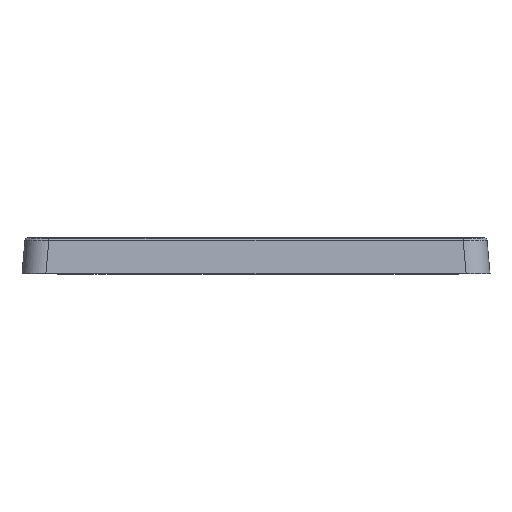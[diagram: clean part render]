
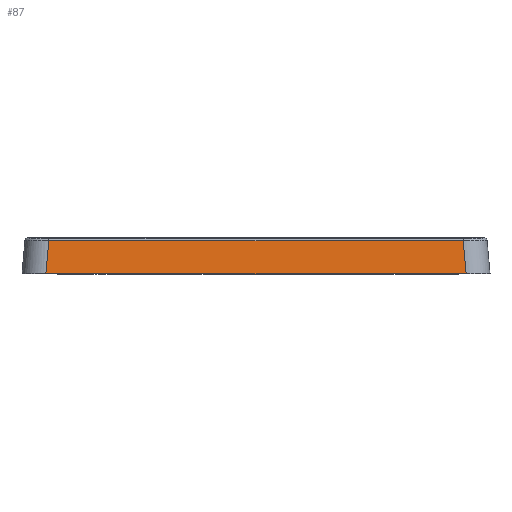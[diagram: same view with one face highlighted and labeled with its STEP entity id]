
A CAD part, front view. The second image highlights one B-rep face of the part: STEP entity #87.
In plain terms, the highlighted planar face has unit normal (0, -0.996, 0.087).
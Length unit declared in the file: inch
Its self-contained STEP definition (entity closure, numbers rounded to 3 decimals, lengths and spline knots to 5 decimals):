
#87=ADVANCED_FACE('',(#157),#857,.T.);
#157=FACE_OUTER_BOUND('',#227,.T.);
#227=EDGE_LOOP('',(#385,#386,#387,#388));
#385=ORIENTED_EDGE('',*,*,#494,.T.);
#386=ORIENTED_EDGE('',*,*,#548,.F.);
#387=ORIENTED_EDGE('',*,*,#545,.F.);
#388=ORIENTED_EDGE('',*,*,#542,.T.);
#494=EDGE_CURVE('',#782,#780,#620,.T.);
#542=EDGE_CURVE('',#826,#782,#637,.T.);
#545=EDGE_CURVE('',#826,#827,#640,.T.);
#548=EDGE_CURVE('',#827,#780,#643,.T.);
#620=B_SPLINE_CURVE_WITH_KNOTS('',1,(#1910,#1911),.UNSPECIFIED.,.F.,.F.,
(2,2),(-1.37855,0.),.UNSPECIFIED.);
#637=B_SPLINE_CURVE_WITH_KNOTS('',1,(#2104,#2105),.UNSPECIFIED.,.F.,.F.,
(2,2),(-0.10996,0.),.UNSPECIFIED.);
#640=B_SPLINE_CURVE_WITH_KNOTS('',1,(#2118,#2119),.UNSPECIFIED.,.F.,.F.,
(2,2),(0.,1.35946),.UNSPECIFIED.);
#643=B_SPLINE_CURVE_WITH_KNOTS('',1,(#2132,#2133),.UNSPECIFIED.,.F.,.F.,
(2,2),(0.,0.10996),.UNSPECIFIED.);
#780=VERTEX_POINT('',#1836);
#782=VERTEX_POINT('',#1838);
#826=VERTEX_POINT('',#1882);
#827=VERTEX_POINT('',#1883);
#857=PLANE('',#888);
#888=AXIS2_PLACEMENT_3D('',#1379,#900,$);
#900=DIRECTION('',(0.,-0.996,0.087));
#1379=CARTESIAN_POINT('',(-0.82725,-1.31515,0.71788));
#1836=CARTESIAN_POINT('',(0.68928,-1.37795,0.));
#1838=CARTESIAN_POINT('',(-0.68928,-1.37795,0.));
#1882=CARTESIAN_POINT('',(-0.67973,-1.36841,0.10913));
#1883=CARTESIAN_POINT('',(0.67973,-1.36841,0.10913));
#1910=CARTESIAN_POINT('',(-0.68928,-1.37795,0.));
#1911=CARTESIAN_POINT('',(0.68928,-1.37795,0.));
#2104=CARTESIAN_POINT('',(-0.67973,-1.36841,0.10913));
#2105=CARTESIAN_POINT('',(-0.68928,-1.37795,0.));
#2118=CARTESIAN_POINT('',(-0.67973,-1.36841,0.10913));
#2119=CARTESIAN_POINT('',(0.67973,-1.36841,0.10913));
#2132=CARTESIAN_POINT('',(0.67973,-1.36841,0.10913));
#2133=CARTESIAN_POINT('',(0.68928,-1.37795,0.));
